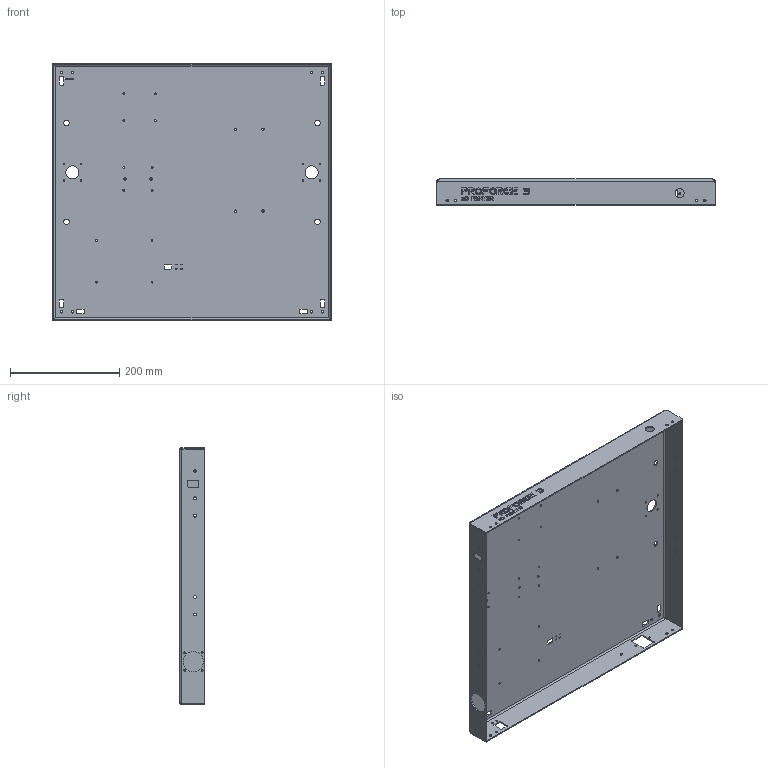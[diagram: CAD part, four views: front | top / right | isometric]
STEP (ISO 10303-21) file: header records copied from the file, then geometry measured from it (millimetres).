
FILE_DESCRIPTION (( 'STEP AP203' ), '1' );
FILE_NAME ('P3_Base.STEP', '2021-08-25T17:21:18', ( '' ), ( '' ), 'SwSTEP 2.0', 'SolidWorks 2020', '' );
FILE_SCHEMA (( 'CONFIG_CONTROL_DESIGN' ));
Length unit declared in the file: millimetre
Products named in the file (1): P3_Base
Bounding box: 510 x 47 x 470.1 mm (x, y, z)
Volume: 636856.6 mm3; surface area: 645239.6 mm2
Topology: 1 solids, 1 shells, 626 faces, 1759 edges, 1162 vertices
Faces by surface type: plane 296, cylinder 212, bspline 118
Entity records: 25324 total; most frequent: CARTESIAN_POINT 9178, ORIENTED_EDGE 3518, DIRECTION 2949, EDGE_CURVE 1759, VERTEX_POINT 1162, VECTOR 1115, LINE 1115, AXIS2_PLACEMENT_3D 917
